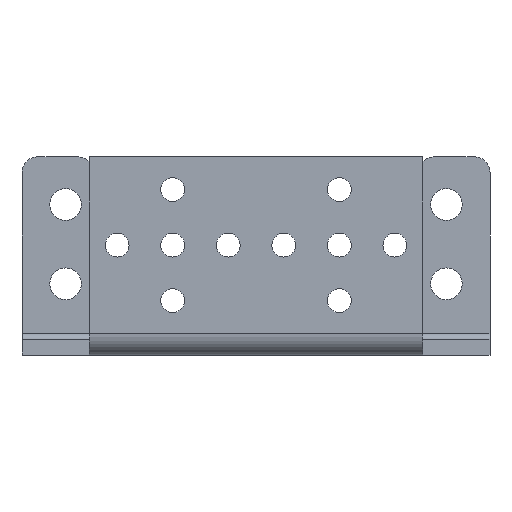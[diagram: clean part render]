
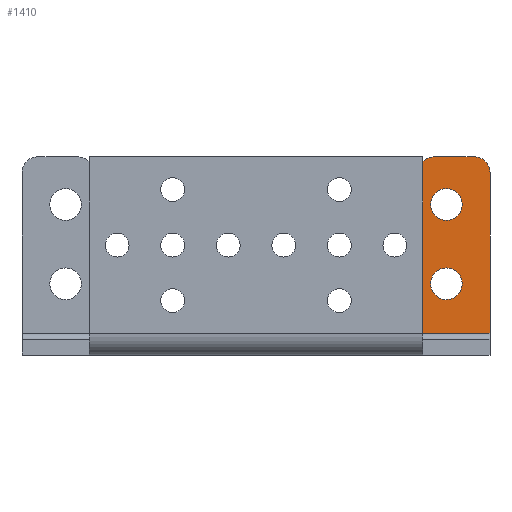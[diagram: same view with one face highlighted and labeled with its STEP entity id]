
A CAD part, front view. The second image highlights one B-rep face of the part: STEP entity #1410.
In plain terms, the highlighted planar face has unit normal (0, -1, 0).
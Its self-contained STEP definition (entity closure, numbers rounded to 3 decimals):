
#20 = CARTESIAN_POINT ( 'NONE',  ( 52., -2., 21. ) ) ;
#56 = ORIENTED_EDGE ( 'NONE', *, *, #3453, .F. ) ;
#89 = DIRECTION ( 'NONE',  ( 0., 0., -1. ) ) ;
#145 = CARTESIAN_POINT ( 'NONE',  ( 53.5, -2., 17. ) ) ;
#180 = VERTEX_POINT ( 'NONE', #2022 ) ;
#202 = FACE_OUTER_BOUND ( 'NONE', #1580, .T. ) ;
#245 = CARTESIAN_POINT ( 'NONE',  ( 0., -2., 0. ) ) ;
#277 = CARTESIAN_POINT ( 'NONE',  ( 53.5, -2., 7. ) ) ;
#369 = LINE ( 'NONE', #1849, #2995 ) ;
#397 = DIRECTION ( 'NONE',  ( 0., -1., 0. ) ) ;
#434 = EDGE_LOOP ( 'NONE', ( #3445, #1497 ) ) ;
#520 = AXIS2_PLACEMENT_3D ( 'NONE', #2518, #2013, #1422 ) ;
#562 = DIRECTION ( 'NONE',  ( 0., 1., 0. ) ) ;
#728 = LINE ( 'NONE', #3315, #2486 ) ;
#767 = DIRECTION ( 'NONE',  ( 0., 1., 0. ) ) ;
#786 = EDGE_CURVE ( 'NONE', #938, #2746, #2161, .T. ) ;
#876 = LINE ( 'NONE', #2357, #3622 ) ;
#916 = DIRECTION ( 'NONE',  ( 0., 0., 1. ) ) ;
#938 = VERTEX_POINT ( 'NONE', #2315 ) ;
#1044 = ORIENTED_EDGE ( 'NONE', *, *, #2634, .T. ) ;
#1062 = EDGE_CURVE ( 'NONE', #1462, #3179, #1879, .T. ) ;
#1068 = CARTESIAN_POINT ( 'NONE',  ( 50., -2., 21. ) ) ;
#1130 = AXIS2_PLACEMENT_3D ( 'NONE', #245, #767, #2510 ) ;
#1141 = AXIS2_PLACEMENT_3D ( 'NONE', #2017, #562, #2872 ) ;
#1158 = VERTEX_POINT ( 'NONE', #3106 ) ;
#1226 = ORIENTED_EDGE ( 'NONE', *, *, #1370, .T. ) ;
#1278 = DIRECTION ( 'NONE',  ( 0., 0., 1. ) ) ;
#1322 = DIRECTION ( 'NONE',  ( 0., 1., 0. ) ) ;
#1332 = ORIENTED_EDGE ( 'NONE', *, *, #1528, .T. ) ;
#1360 = VERTEX_POINT ( 'NONE', #3574 ) ;
#1370 = EDGE_CURVE ( 'NONE', #1360, #3555, #3721, .T. ) ;
#1377 = ORIENTED_EDGE ( 'NONE', *, *, #1062, .T. ) ;
#1379 = VERTEX_POINT ( 'NONE', #2197 ) ;
#1380 = AXIS2_PLACEMENT_3D ( 'NONE', #145, #1322, #3610 ) ;
#1410 = ADVANCED_FACE ( 'NONE', ( #2546, #3689, #202 ), #1412, .F. ) ;
#1412 = PLANE ( 'NONE',  #1130 ) ;
#1422 = DIRECTION ( 'NONE',  ( 0., 0., 1. ) ) ;
#1449 = DIRECTION ( 'NONE',  ( 0., 0., 1. ) ) ;
#1462 = VERTEX_POINT ( 'NONE', #1068 ) ;
#1497 = ORIENTED_EDGE ( 'NONE', *, *, #786, .T. ) ;
#1528 = EDGE_CURVE ( 'NONE', #1158, #1462, #3666, .T. ) ;
#1535 = CARTESIAN_POINT ( 'NONE',  ( 57., -2., 21. ) ) ;
#1580 = EDGE_LOOP ( 'NONE', ( #2986, #3629, #2173, #1332, #1377, #56 ) ) ;
#1664 = DIRECTION ( 'NONE',  ( 0., 1., 0. ) ) ;
#1778 = DIRECTION ( 'NONE',  ( 0., -1., 0. ) ) ;
#1849 = CARTESIAN_POINT ( 'NONE',  ( 0., -2., 23. ) ) ;
#1879 = LINE ( 'NONE', #2754, #3531 ) ;
#1932 = DIRECTION ( 'NONE',  ( -1., 0., 0. ) ) ;
#1999 = CIRCLE ( 'NONE', #2482, 2. ) ;
#2013 = DIRECTION ( 'NONE',  ( 0., 1., 0. ) ) ;
#2017 = CARTESIAN_POINT ( 'NONE',  ( 53.5, -2., 17. ) ) ;
#2022 = CARTESIAN_POINT ( 'NONE',  ( 57., -2., 23. ) ) ;
#2074 = EDGE_CURVE ( 'NONE', #180, #1158, #369, .T. ) ;
#2114 = VERTEX_POINT ( 'NONE', #3697 ) ;
#2161 = CIRCLE ( 'NONE', #520, 2. ) ;
#2166 = AXIS2_PLACEMENT_3D ( 'NONE', #20, #1778, #1449 ) ;
#2173 = ORIENTED_EDGE ( 'NONE', *, *, #2074, .T. ) ;
#2197 = CARTESIAN_POINT ( 'NONE',  ( 59., -2., 0.737 ) ) ;
#2315 = CARTESIAN_POINT ( 'NONE',  ( 53.5, -2., 5. ) ) ;
#2357 = CARTESIAN_POINT ( 'NONE',  ( 59., -2., 0. ) ) ;
#2397 = EDGE_CURVE ( 'NONE', #1379, #2114, #876, .T. ) ;
#2433 = CARTESIAN_POINT ( 'NONE',  ( 53.5, -2., 9. ) ) ;
#2482 = AXIS2_PLACEMENT_3D ( 'NONE', #1535, #397, #1278 ) ;
#2486 = VECTOR ( 'NONE', #1932, 1000. ) ;
#2510 = DIRECTION ( 'NONE',  ( 0., 0., 1. ) ) ;
#2518 = CARTESIAN_POINT ( 'NONE',  ( 53.5, -2., 7. ) ) ;
#2546 = FACE_BOUND ( 'NONE', #434, .T. ) ;
#2634 = EDGE_CURVE ( 'NONE', #3555, #1360, #2958, .T. ) ;
#2741 = EDGE_CURVE ( 'NONE', #2114, #180, #1999, .T. ) ;
#2746 = VERTEX_POINT ( 'NONE', #2433 ) ;
#2754 = CARTESIAN_POINT ( 'NONE',  ( 50., -2., 0. ) ) ;
#2872 = DIRECTION ( 'NONE',  ( 0., 0., 1. ) ) ;
#2958 = CIRCLE ( 'NONE', #1141, 2. ) ;
#2986 = ORIENTED_EDGE ( 'NONE', *, *, #2397, .T. ) ;
#2995 = VECTOR ( 'NONE', #3032, 1000. ) ;
#3023 = CARTESIAN_POINT ( 'NONE',  ( 53.5, -2., 15. ) ) ;
#3032 = DIRECTION ( 'NONE',  ( -1., 0., 0. ) ) ;
#3093 = AXIS2_PLACEMENT_3D ( 'NONE', #277, #1664, #3722 ) ;
#3096 = CIRCLE ( 'NONE', #3093, 2. ) ;
#3106 = CARTESIAN_POINT ( 'NONE',  ( 52., -2., 23. ) ) ;
#3179 = VERTEX_POINT ( 'NONE', #3678 ) ;
#3282 = EDGE_LOOP ( 'NONE', ( #1226, #1044 ) ) ;
#3315 = CARTESIAN_POINT ( 'NONE',  ( 59., -2., 0.737 ) ) ;
#3445 = ORIENTED_EDGE ( 'NONE', *, *, #3637, .T. ) ;
#3453 = EDGE_CURVE ( 'NONE', #1379, #3179, #728, .T. ) ;
#3531 = VECTOR ( 'NONE', #89, 1000. ) ;
#3555 = VERTEX_POINT ( 'NONE', #3023 ) ;
#3574 = CARTESIAN_POINT ( 'NONE',  ( 53.5, -2., 19. ) ) ;
#3610 = DIRECTION ( 'NONE',  ( 0., 0., 1. ) ) ;
#3622 = VECTOR ( 'NONE', #916, 1000. ) ;
#3629 = ORIENTED_EDGE ( 'NONE', *, *, #2741, .T. ) ;
#3637 = EDGE_CURVE ( 'NONE', #2746, #938, #3096, .T. ) ;
#3666 = CIRCLE ( 'NONE', #2166, 2. ) ;
#3678 = CARTESIAN_POINT ( 'NONE',  ( 50., -2., 0.737 ) ) ;
#3689 = FACE_BOUND ( 'NONE', #3282, .T. ) ;
#3697 = CARTESIAN_POINT ( 'NONE',  ( 59., -2., 21. ) ) ;
#3721 = CIRCLE ( 'NONE', #1380, 2. ) ;
#3722 = DIRECTION ( 'NONE',  ( 0., 0., 1. ) ) ;
